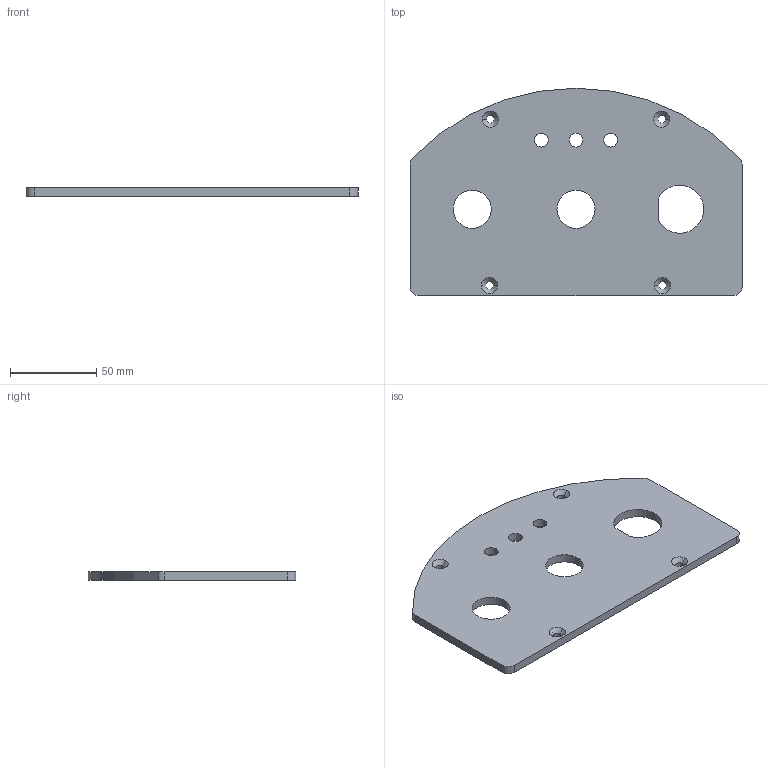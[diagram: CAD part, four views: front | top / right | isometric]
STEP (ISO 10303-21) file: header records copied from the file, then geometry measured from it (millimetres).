
FILE_DESCRIPTION (( 'STEP AP203' ), '1' );
FILE_NAME ('ASV-1.4-USI_013-A-CAPOTBOITIERELEC.STEP', '2024-03-06T12:34:15', ( '' ), ( '' ), 'SwSTEP 2.0', 'SolidWorks 2016', '' );
FILE_SCHEMA (( 'CONFIG_CONTROL_DESIGN' ));
Length unit declared in the file: millimetre
Products named in the file (1): ASV-1.4-USI_013-A-CAPOTBOITIERELEC
Bounding box: 192 x 120 x 5 mm (x, y, z)
Volume: 90220.2 mm3; surface area: 45455.3 mm2
Topology: 1 solids, 1 shells, 56 faces, 148 edges, 96 vertices
Faces by surface type: cylinder 34, plane 14, cone 8
Entity records: 1881 total; most frequent: DIRECTION 338, CARTESIAN_POINT 301, ORIENTED_EDGE 296, EDGE_CURVE 148, AXIS2_PLACEMENT_3D 133, VERTEX_POINT 96, EDGE_LOOP 78, CIRCLE 76
